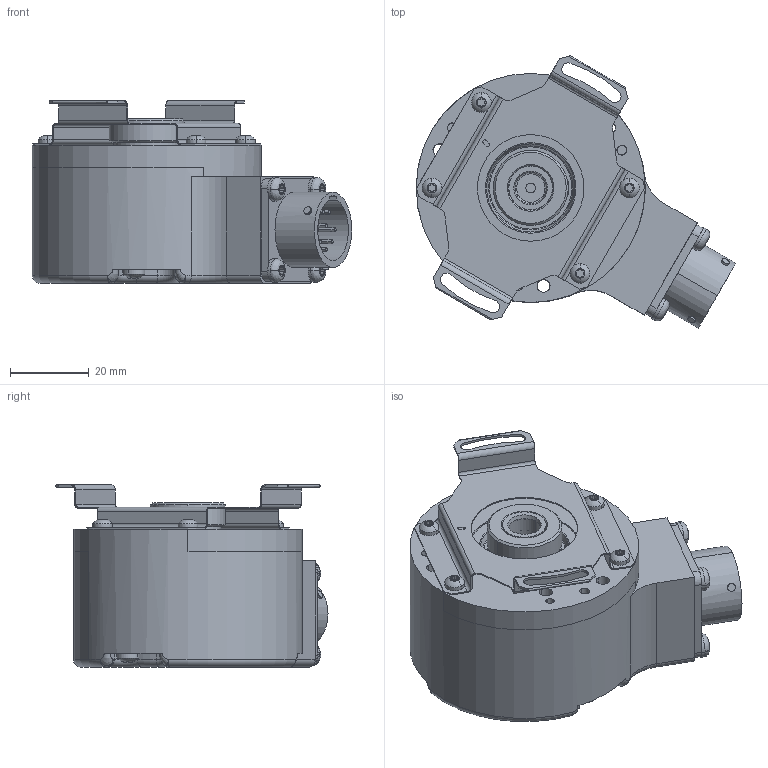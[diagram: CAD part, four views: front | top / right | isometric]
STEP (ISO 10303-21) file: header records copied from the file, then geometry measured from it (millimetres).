
FILE_DESCRIPTION((''),'2;1');
FILE_NAME('679644','2010-10-14T',('se2802'),(''),'PRO/ENGINEER BY PARAMETRIC TECHNOLOGY CORPORATION, 2010180','PRO/ENGINEER BY PARAMETRIC TECHNOLOGY CORPORATION, 2010180','');
FILE_SCHEMA(('CONFIG_CONTROL_DESIGN'));
Length unit declared in the file: millimetre
Products named in the file (1): 679644
Bounding box: 80.95 x 68.92 x 46.2 mm (x, y, z)
Volume: 64091.2 mm3; surface area: 43206.5 mm2
Topology: 1 solids, 3 shells, 1343 faces, 3695 edges, 2318 vertices
Faces by surface type: cylinder 623, plane 467, cone 109, torus 106, sphere 22, bspline 14, revolution 2
Entity records: 46354 total; most frequent: CARTESIAN_POINT 10948, DIRECTION 7993, ORIENTED_EDGE 7346, EDGE_CURVE 3673, AXIS2_PLACEMENT_3D 3213, VERTEX_POINT 2319, CIRCLE 1886, VECTOR 1565
